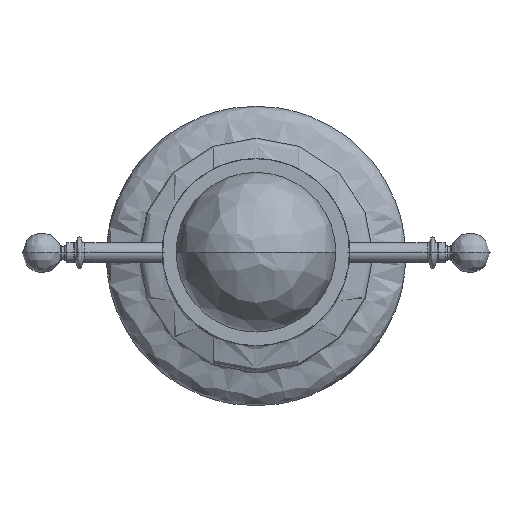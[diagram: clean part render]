
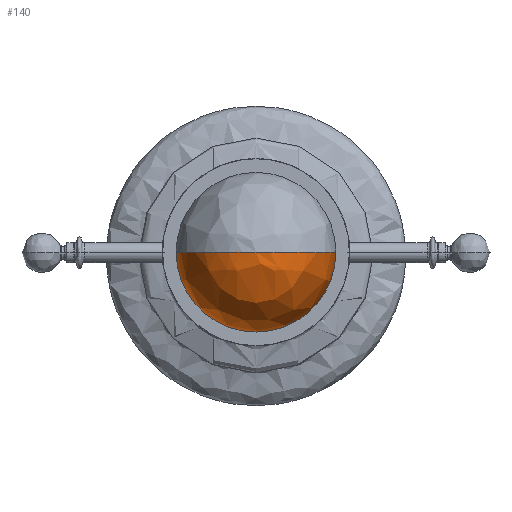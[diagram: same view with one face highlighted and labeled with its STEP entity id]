
A CAD part, top view. The second image highlights one B-rep face of the part: STEP entity #140.
In plain terms, the highlighted free-form (B-spline) face has degree [3, 2] with [7, 5] control points.
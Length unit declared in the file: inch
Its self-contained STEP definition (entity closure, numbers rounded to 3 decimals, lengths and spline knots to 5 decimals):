
#140=ADVANCED_FACE('',(#259),#1725,.T.);
#259=FACE_OUTER_BOUND('',#387,.T.);
#387=EDGE_LOOP('',(#876,#877,#878));
#876=ORIENTED_EDGE('',*,*,#1135,.T.);
#877=ORIENTED_EDGE('',*,*,#1131,.F.);
#878=ORIENTED_EDGE('',*,*,#1136,.F.);
#1131=EDGE_CURVE('',#1618,#1617,#1280,.T.);
#1135=EDGE_CURVE('',#1621,#1617,#1283,.T.);
#1136=EDGE_CURVE('',#1621,#1618,#1284,.T.);
#1280=TRIMMED_CURVE($,#1364,(#7030),(#7031),.T.,.CARTESIAN.);
#1283=TRIMMED_CURVE($,#1367,(#7046),(#7047),.T.,.CARTESIAN.);
#1284=TRIMMED_CURVE($,#1368,(#7049),(#7050),.T.,.CARTESIAN.);
#1364=CIRCLE('',#1941,0.0625);
#1367=CIRCLE('',#1944,0.0625);
#1368=CIRCLE('',#1945,0.0625);
#1617=VERTEX_POINT('',#7019);
#1618=VERTEX_POINT('',#7020);
#1621=VERTEX_POINT('',#7023);
#1725=(
BOUNDED_SURFACE()
B_SPLINE_SURFACE(3,2,((#6649,#6650,#6651,#6652,#6653),(#6654,#6655,#6656,
#6657,#6658),(#6659,#6660,#6661,#6662,#6663),(#6664,#6665,#6666,#6667,#6668),
(#6669,#6670,#6671,#6672,#6673),(#6674,#6675,#6676,#6677,#6678),(#6679,
#6680,#6681,#6682,#6683)),.UNSPECIFIED.,.F.,.F.,.F.)
B_SPLINE_SURFACE_WITH_KNOTS((4,3,4),(3,2,3),(0.6951,0.78126,
0.86742),(0.29421,0.44132,0.58843),
 .UNSPECIFIED.)
GEOMETRIC_REPRESENTATION_ITEM()
RATIONAL_B_SPLINE_SURFACE(((1.,0.707,1.,0.707,1.),
(0.848,0.599,0.848,0.599,
0.848),(0.848,0.599,0.848,
0.599,0.848),(1.,0.707,1.,0.707,
1.),(0.848,0.599,0.848,0.599,
0.848),(0.848,0.599,0.848,
0.599,0.848),(1.,0.707,1.,0.707,
1.)))
REPRESENTATION_ITEM('')
SURFACE()
);
#1941=AXIS2_PLACEMENT_3D($,#7029,#2133,#2134);
#1944=AXIS2_PLACEMENT_3D($,#7045,#2139,#2140);
#1945=AXIS2_PLACEMENT_3D($,#7048,#2141,#2142);
#2133=DIRECTION('',(0.,1.,0.));
#2134=DIRECTION('',(-1.,0.,0.));
#2139=DIRECTION('',(0.,-1.,0.));
#2140=DIRECTION('',(1.,0.,0.));
#2141=DIRECTION('',(0.,0.,-1.));
#2142=DIRECTION('',(1.,0.,0.));
#6649=CARTESIAN_POINT('',(4.02344,0.,1.66209));
#6650=CARTESIAN_POINT('',(4.02344,-0.02344,1.66209));
#6651=CARTESIAN_POINT('',(4.,-0.02344,1.66209));
#6652=CARTESIAN_POINT('',(3.97656,-0.02344,1.66209));
#6653=CARTESIAN_POINT('',(3.97656,0.,1.66209));
#6654=CARTESIAN_POINT('',(4.05241,0.,1.67381));
#6655=CARTESIAN_POINT('',(4.05241,-0.05241,1.67381));
#6656=CARTESIAN_POINT('',(4.,-0.05241,1.67381));
#6657=CARTESIAN_POINT('',(3.94759,-0.05241,1.67381));
#6658=CARTESIAN_POINT('',(3.94759,0.,1.67381));
#6659=CARTESIAN_POINT('',(4.06732,0.,1.70128));
#6660=CARTESIAN_POINT('',(4.06732,-0.06732,1.70128));
#6661=CARTESIAN_POINT('',(4.,-0.06732,1.70128));
#6662=CARTESIAN_POINT('',(3.93268,-0.06732,1.70128));
#6663=CARTESIAN_POINT('',(3.93268,0.,1.70128));
#6664=CARTESIAN_POINT('',(4.06135,0.,1.73196));
#6665=CARTESIAN_POINT('',(4.06135,-0.06135,1.73196));
#6666=CARTESIAN_POINT('',(4.,-0.06135,1.73196));
#6667=CARTESIAN_POINT('',(3.93865,-0.06135,1.73196));
#6668=CARTESIAN_POINT('',(3.93865,0.,1.73196));
#6669=CARTESIAN_POINT('',(4.05538,0.,1.76265));
#6670=CARTESIAN_POINT('',(4.05538,-0.05538,1.76265));
#6671=CARTESIAN_POINT('',(4.,-0.05538,1.76265));
#6672=CARTESIAN_POINT('',(3.94462,-0.05538,1.76265));
#6673=CARTESIAN_POINT('',(3.94462,0.,1.76265));
#6674=CARTESIAN_POINT('',(4.03126,0.,1.78252));
#6675=CARTESIAN_POINT('',(4.03126,-0.03126,1.78252));
#6676=CARTESIAN_POINT('',(4.,-0.03126,1.78252));
#6677=CARTESIAN_POINT('',(3.96874,-0.03126,1.78252));
#6678=CARTESIAN_POINT('',(3.96874,0.,1.78252));
#6679=CARTESIAN_POINT('',(4.,0.,1.78252));
#6680=CARTESIAN_POINT('',(4.,0.,1.78252));
#6681=CARTESIAN_POINT('',(4.,0.,1.78252));
#6682=CARTESIAN_POINT('',(4.,0.,1.78252));
#6683=CARTESIAN_POINT('',(4.,0.,1.78252));
#7019=CARTESIAN_POINT('',(4.,0.,1.78252));
#7020=CARTESIAN_POINT('',(3.9375,0.,1.72002));
#7023=CARTESIAN_POINT('',(4.0625,0.,1.72002));
#7029=CARTESIAN_POINT('',(4.,0.,1.72002));
#7030=CARTESIAN_POINT('',(3.9375,0.,1.72002));
#7031=CARTESIAN_POINT('',(4.,0.,1.78252));
#7045=CARTESIAN_POINT('',(4.,0.,1.72002));
#7046=CARTESIAN_POINT('',(4.0625,0.,1.72002));
#7047=CARTESIAN_POINT('',(4.,0.,1.78252));
#7048=CARTESIAN_POINT('',(4.,0.,1.72002));
#7049=CARTESIAN_POINT('',(4.0625,0.,1.72002));
#7050=CARTESIAN_POINT('',(3.9375,0.,1.72002));
